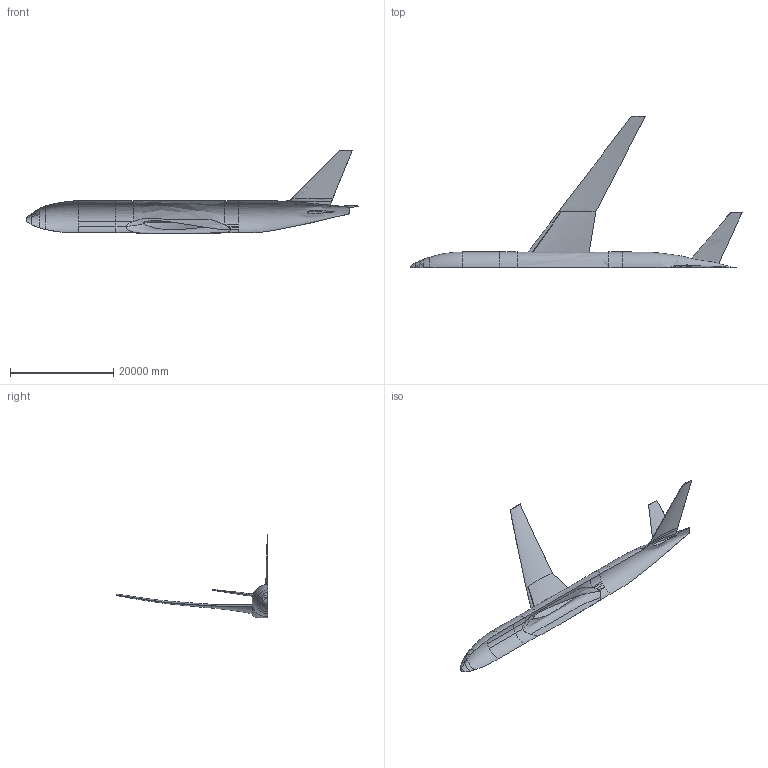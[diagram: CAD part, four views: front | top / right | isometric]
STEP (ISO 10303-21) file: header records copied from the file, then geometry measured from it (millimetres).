
FILE_DESCRIPTION(('CATIA V5 STEP Exchange'),'2;1');
FILE_NAME('Full Scale CRM Geometry without Radome.stp','2025-11-07T10:55:15+00:00',('none'),('none'),'CATIA Version 5-6 Release 2018 SP6 HF21','CATIA V5 STEP AP203','none');
FILE_SCHEMA(('CONFIG_CONTROL_DESIGN'));
Products named in the file (1): Full Scale CRM Geometry with Radome
Bounding box: 64362.38 x 29458.91 x 16175.94 mm (x, y, z)
Surface area: 1009310906.6 mm2 (no closed solid volume)
Topology: 0 solids, 3 shells, 53 faces, 236 edges, 179 vertices
Faces by surface type: bspline 51, plane 2
Entity records: 214044 total; most frequent: CARTESIAN_POINT 212721, ORIENTED_EDGE 413, EDGE_CURVE 229, B_SPLINE_CURVE_WITH_KNOTS 226, VERTEX_POINT 179, EDGE_LOOP 54, ADVANCED_FACE 53, FACE_OUTER_BOUND 53
